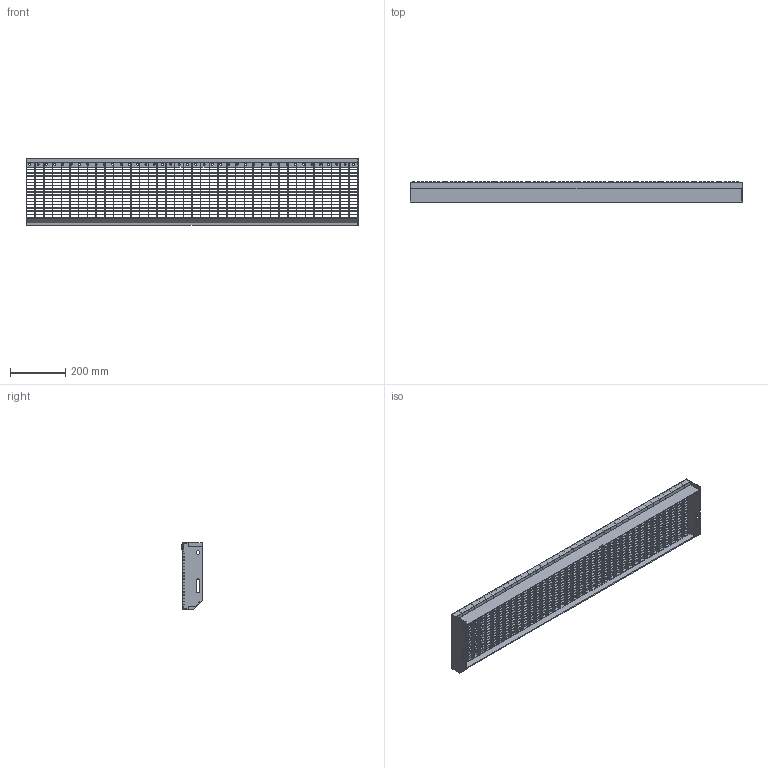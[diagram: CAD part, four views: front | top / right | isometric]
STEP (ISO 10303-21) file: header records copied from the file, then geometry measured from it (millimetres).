
FILE_DESCRIPTION (( 'STEP AP203' ), '1' );
FILE_NAME ('40.1202431.7.step', '2015-10-04T07:12:15', ( '' ), ( '' ), 'SwSTEP 2.0', 'SolidWorks 2015', '' );
FILE_SCHEMA (( 'CONFIG_CONTROL_DESIGN' ));
Length unit declared in the file: millimetre
Products named in the file (1): 40.1202431.7
Bounding box: 1200 x 72.67 x 240 mm (x, y, z)
Volume: 1067237.1 mm3; surface area: 1308397.8 mm2
Topology: 46 solids, 46 shells, 1117 faces, 2780 edges, 1836 vertices
Faces by surface type: plane 714, cylinder 168, cone 158, bspline 77
Entity records: 37835 total; most frequent: CARTESIAN_POINT 10651, ORIENTED_EDGE 5560, DIRECTION 5376, EDGE_CURVE 2780, VECTOR 1958, LINE 1958, VERTEX_POINT 1836, AXIS2_PLACEMENT_3D 1709
